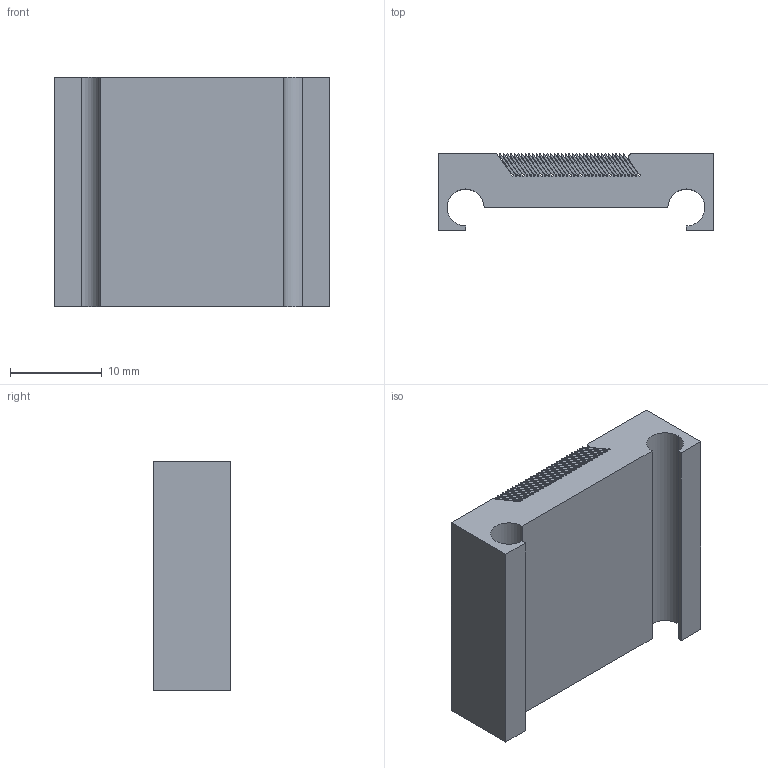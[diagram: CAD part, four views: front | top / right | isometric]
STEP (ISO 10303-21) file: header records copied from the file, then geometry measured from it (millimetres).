
FILE_DESCRIPTION (( 'STEP AP214' ), '1' );
FILE_NAME ('Mounting_holding_fibres.STEP', '2018-08-17T12:26:22', ( '' ), ( '' ), 'SwSTEP 2.0', 'SolidWorks 2017', '' );
FILE_SCHEMA (( 'AUTOMOTIVE_DESIGN' ));
Length unit declared in the file: millimetre
Products named in the file (1): Mounting_holding_fibres
Bounding box: 30 x 8.41 x 25 mm (x, y, z)
Volume: 4044.6 mm3; surface area: 7828.8 mm2
Topology: 1 solids, 1 shells, 230 faces, 684 edges, 456 vertices
Faces by surface type: cylinder 147, plane 83
Entity records: 7876 total; most frequent: DIRECTION 1440, CARTESIAN_POINT 1371, ORIENTED_EDGE 1368, EDGE_CURVE 684, AXIS2_PLACEMENT_3D 525, VERTEX_POINT 456, LINE 390, VECTOR 390
